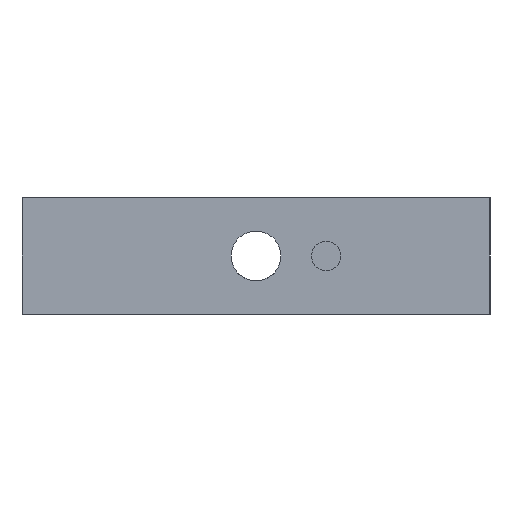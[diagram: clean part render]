
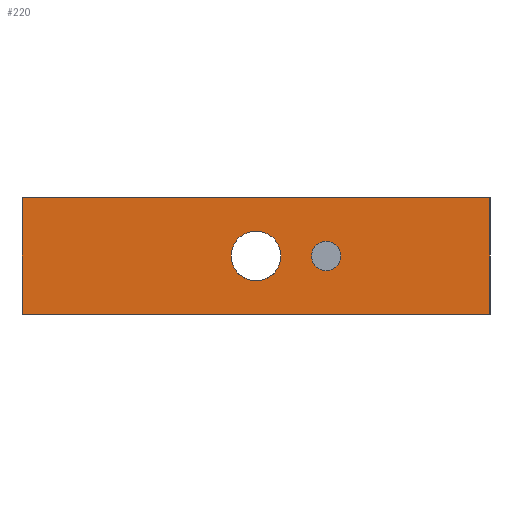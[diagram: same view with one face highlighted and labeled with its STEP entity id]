
A CAD part, left-side view. The second image highlights one B-rep face of the part: STEP entity #220.
In plain terms, the highlighted planar face has unit normal (-1, 0, 0).
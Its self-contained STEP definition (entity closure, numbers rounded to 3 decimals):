
#98=CARTESIAN_POINT('Vertex',(-165.,-20.,0.)) ;
#101=CARTESIAN_POINT('Line Origine',(-165.,0.,0.)) ;
#105=CARTESIAN_POINT('Vertex',(-165.,20.,0.)) ;
#125=CARTESIAN_POINT('Line Origine',(-165.,-20.,5.)) ;
#129=CARTESIAN_POINT('Vertex',(-165.,-20.,10.)) ;
#149=CARTESIAN_POINT('Line Origine',(-165.,20.,5.)) ;
#153=CARTESIAN_POINT('Vertex',(-165.,20.,10.)) ;
#168=CARTESIAN_POINT('Axis2P3D Location',(-165.,-20.,0.)) ;
#173=CARTESIAN_POINT('Line Origine',(-165.,0.,10.)) ;
#184=CARTESIAN_POINT('Axis2P3D Location',(-165.,-6.,5.)) ;
#188=CARTESIAN_POINT('Vertex',(-165.,-4.75,5.)) ;
#190=CARTESIAN_POINT('Vertex',(-165.,-7.25,5.)) ;
#193=CARTESIAN_POINT('Axis2P3D Location',(-165.,-6.,5.)) ;
#202=CARTESIAN_POINT('Axis2P3D Location',(-165.,0.,5.)) ;
#206=CARTESIAN_POINT('Vertex',(-165.,2.125,5.)) ;
#208=CARTESIAN_POINT('Vertex',(-165.,-2.125,5.)) ;
#211=CARTESIAN_POINT('Axis2P3D Location',(-165.,0.,5.)) ;
#103=VECTOR('Line Direction',#102,1.) ;
#127=VECTOR('Line Direction',#126,1.) ;
#151=VECTOR('Line Direction',#150,1.) ;
#175=VECTOR('Line Direction',#174,1.) ;
#102=DIRECTION('Vector Direction',(0.,1.,0.)) ;
#126=DIRECTION('Vector Direction',(0.,0.,1.)) ;
#150=DIRECTION('Vector Direction',(0.,0.,1.)) ;
#169=DIRECTION('Axis2P3D Direction',(1.,0.,0.)) ;
#170=DIRECTION('Axis2P3D XDirection',(0.,1.,0.)) ;
#174=DIRECTION('Vector Direction',(0.,1.,0.)) ;
#185=DIRECTION('Axis2P3D Direction',(1.,0.,0.)) ;
#194=DIRECTION('Axis2P3D Direction',(1.,0.,0.)) ;
#203=DIRECTION('Axis2P3D Direction',(1.,0.,0.)) ;
#212=DIRECTION('Axis2P3D Direction',(1.,0.,0.)) ;
#171=AXIS2_PLACEMENT_3D('Plane Axis2P3D',#168,#169,#170) ;
#186=AXIS2_PLACEMENT_3D('Circle Axis2P3D',#184,#185,$) ;
#195=AXIS2_PLACEMENT_3D('Circle Axis2P3D',#193,#194,$) ;
#204=AXIS2_PLACEMENT_3D('Circle Axis2P3D',#202,#203,$) ;
#213=AXIS2_PLACEMENT_3D('Circle Axis2P3D',#211,#212,$) ;
#104=LINE('Line',#101,#103) ;
#128=LINE('Line',#125,#127) ;
#152=LINE('Line',#149,#151) ;
#176=LINE('Line',#173,#175) ;
#187=CIRCLE('generated circle',#186,1.25) ;
#196=CIRCLE('generated circle',#195,1.25) ;
#205=CIRCLE('generated circle',#204,2.125) ;
#214=CIRCLE('generated circle',#213,2.125) ;
#172=PLANE('',#171) ;
#201=FACE_BOUND('',#198,.T.) ;
#219=FACE_BOUND('',#216,.T.) ;
#107=EDGE_CURVE('',#106,#99,#104,.F.) ;
#131=EDGE_CURVE('',#99,#130,#128,.T.) ;
#155=EDGE_CURVE('',#106,#154,#152,.T.) ;
#177=EDGE_CURVE('',#154,#130,#176,.F.) ;
#192=EDGE_CURVE('',#189,#191,#187,.F.) ;
#197=EDGE_CURVE('',#191,#189,#196,.F.) ;
#210=EDGE_CURVE('',#207,#209,#205,.T.) ;
#215=EDGE_CURVE('',#209,#207,#214,.T.) ;
#178=EDGE_LOOP('',(#179,#180,#181,#182)) ;
#198=EDGE_LOOP('',(#199,#200)) ;
#216=EDGE_LOOP('',(#217,#218)) ;
#179=ORIENTED_EDGE('',*,*,#155,.F.) ;
#180=ORIENTED_EDGE('',*,*,#107,.T.) ;
#181=ORIENTED_EDGE('',*,*,#131,.T.) ;
#182=ORIENTED_EDGE('',*,*,#177,.F.) ;
#199=ORIENTED_EDGE('',*,*,#192,.F.) ;
#200=ORIENTED_EDGE('',*,*,#197,.F.) ;
#217=ORIENTED_EDGE('',*,*,#210,.T.) ;
#218=ORIENTED_EDGE('',*,*,#215,.T.) ;
#99=VERTEX_POINT('',#98) ;
#106=VERTEX_POINT('',#105) ;
#130=VERTEX_POINT('',#129) ;
#154=VERTEX_POINT('',#153) ;
#189=VERTEX_POINT('',#188) ;
#191=VERTEX_POINT('',#190) ;
#207=VERTEX_POINT('',#206) ;
#209=VERTEX_POINT('',#208) ;
#220=ADVANCED_FACE('\X2\96F64EF651E04F554F53\X0\',(#183,#201,#219),#172,.F.) ;
#183=FACE_OUTER_BOUND('',#178,.T.) ;
